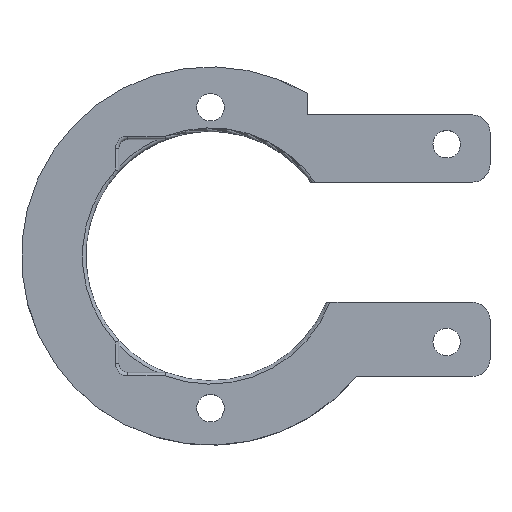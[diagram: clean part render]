
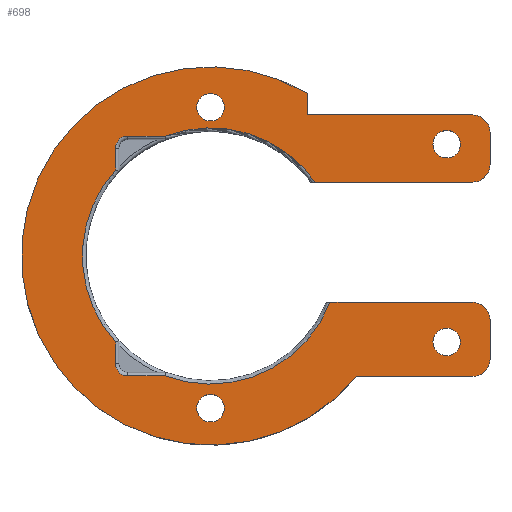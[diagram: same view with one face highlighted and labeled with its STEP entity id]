
A CAD part, top view. The second image highlights one B-rep face of the part: STEP entity #698.
In plain terms, the highlighted planar face has unit normal (0, 0, 1).
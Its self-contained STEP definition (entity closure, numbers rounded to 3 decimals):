
#15=FACE_BOUND('',#217,.T.);
#16=FACE_BOUND('',#218,.T.);
#17=FACE_BOUND('',#219,.T.);
#18=FACE_BOUND('',#220,.T.);
#44=LINE('',#1111,#95);
#45=LINE('',#1120,#96);
#48=LINE('',#1161,#99);
#49=LINE('',#1170,#100);
#59=LINE('',#1218,#110);
#64=LINE('',#1230,#115);
#65=LINE('',#1234,#116);
#66=LINE('',#1238,#117);
#67=LINE('',#1240,#118);
#68=LINE('',#1244,#119);
#69=LINE('',#1248,#120);
#95=VECTOR('',#834,10.);
#96=VECTOR('',#845,10.);
#99=VECTOR('',#858,10.);
#100=VECTOR('',#869,10.);
#110=VECTOR('',#899,1.);
#115=VECTOR('',#910,1.);
#116=VECTOR('',#913,1.);
#117=VECTOR('',#916,1.);
#118=VECTOR('',#917,1.);
#119=VECTOR('',#920,1.);
#120=VECTOR('',#923,1.);
#148=PLANE('',#760);
#177=FACE_OUTER_BOUND('',#216,.T.);
#216=EDGE_LOOP('',(#560,#561,#562,#563,#564,#565,#566,#567,#568,#569,#570,
#571,#572,#573,#574,#575,#576,#577,#578,#579,#580));
#217=EDGE_LOOP('',(#581));
#218=EDGE_LOOP('',(#582));
#219=EDGE_LOOP('',(#583));
#220=EDGE_LOOP('',(#584));
#248=CIRCLE('',#729,14.9);
#252=CIRCLE('',#735,1.4);
#255=CIRCLE('',#740,14.9);
#258=CIRCLE('',#745,1.4);
#261=CIRCLE('',#750,14.9);
#263=CIRCLE('',#761,2.);
#264=CIRCLE('',#762,2.);
#265=CIRCLE('',#763,22.);
#266=CIRCLE('',#764,2.);
#267=CIRCLE('',#765,2.);
#268=CIRCLE('',#766,1.6);
#269=CIRCLE('',#767,1.6);
#270=CIRCLE('',#768,1.6);
#271=CIRCLE('',#769,1.6);
#306=VERTEX_POINT('',#1076);
#307=VERTEX_POINT('',#1077);
#311=VERTEX_POINT('',#1109);
#313=VERTEX_POINT('',#1114);
#314=VERTEX_POINT('',#1119);
#317=VERTEX_POINT('',#1140);
#319=VERTEX_POINT('',#1159);
#321=VERTEX_POINT('',#1164);
#322=VERTEX_POINT('',#1169);
#325=VERTEX_POINT('',#1190);
#326=VERTEX_POINT('',#1217);
#330=VERTEX_POINT('',#1229);
#331=VERTEX_POINT('',#1231);
#332=VERTEX_POINT('',#1233);
#333=VERTEX_POINT('',#1235);
#334=VERTEX_POINT('',#1237);
#335=VERTEX_POINT('',#1239);
#336=VERTEX_POINT('',#1241);
#337=VERTEX_POINT('',#1243);
#338=VERTEX_POINT('',#1245);
#339=VERTEX_POINT('',#1247);
#340=VERTEX_POINT('',#1250);
#341=VERTEX_POINT('',#1252);
#342=VERTEX_POINT('',#1254);
#343=VERTEX_POINT('',#1256);
#374=EDGE_CURVE('',#306,#307,#248,.T.);
#380=EDGE_CURVE('',#311,#306,#44,.T.);
#382=EDGE_CURVE('',#313,#311,#252,.T.);
#384=EDGE_CURVE('',#314,#313,#45,.T.);
#389=EDGE_CURVE('',#317,#314,#255,.T.);
#392=EDGE_CURVE('',#319,#317,#48,.T.);
#394=EDGE_CURVE('',#321,#319,#258,.T.);
#396=EDGE_CURVE('',#322,#321,#49,.T.);
#401=EDGE_CURVE('',#325,#322,#261,.T.);
#410=EDGE_CURVE('',#326,#307,#59,.T.);
#416=EDGE_CURVE('',#330,#325,#64,.T.);
#417=EDGE_CURVE('',#331,#330,#263,.T.);
#418=EDGE_CURVE('',#332,#331,#65,.T.);
#419=EDGE_CURVE('',#333,#332,#264,.T.);
#420=EDGE_CURVE('',#334,#333,#66,.T.);
#421=EDGE_CURVE('',#334,#335,#67,.T.);
#422=EDGE_CURVE('',#335,#336,#265,.T.);
#423=EDGE_CURVE('',#336,#337,#68,.T.);
#424=EDGE_CURVE('',#337,#338,#266,.T.);
#425=EDGE_CURVE('',#338,#339,#69,.T.);
#426=EDGE_CURVE('',#339,#326,#267,.T.);
#427=EDGE_CURVE('',#340,#340,#268,.T.);
#428=EDGE_CURVE('',#341,#341,#269,.T.);
#429=EDGE_CURVE('',#342,#342,#270,.T.);
#430=EDGE_CURVE('',#343,#343,#271,.T.);
#560=ORIENTED_EDGE('',*,*,#401,.F.);
#561=ORIENTED_EDGE('',*,*,#416,.F.);
#562=ORIENTED_EDGE('',*,*,#417,.F.);
#563=ORIENTED_EDGE('',*,*,#418,.F.);
#564=ORIENTED_EDGE('',*,*,#419,.F.);
#565=ORIENTED_EDGE('',*,*,#420,.F.);
#566=ORIENTED_EDGE('',*,*,#421,.T.);
#567=ORIENTED_EDGE('',*,*,#422,.T.);
#568=ORIENTED_EDGE('',*,*,#423,.T.);
#569=ORIENTED_EDGE('',*,*,#424,.T.);
#570=ORIENTED_EDGE('',*,*,#425,.T.);
#571=ORIENTED_EDGE('',*,*,#426,.T.);
#572=ORIENTED_EDGE('',*,*,#410,.T.);
#573=ORIENTED_EDGE('',*,*,#374,.F.);
#574=ORIENTED_EDGE('',*,*,#380,.F.);
#575=ORIENTED_EDGE('',*,*,#382,.F.);
#576=ORIENTED_EDGE('',*,*,#384,.F.);
#577=ORIENTED_EDGE('',*,*,#389,.F.);
#578=ORIENTED_EDGE('',*,*,#392,.F.);
#579=ORIENTED_EDGE('',*,*,#394,.F.);
#580=ORIENTED_EDGE('',*,*,#396,.F.);
#581=ORIENTED_EDGE('',*,*,#427,.F.);
#582=ORIENTED_EDGE('',*,*,#428,.T.);
#583=ORIENTED_EDGE('',*,*,#429,.F.);
#584=ORIENTED_EDGE('',*,*,#430,.T.);
#698=ADVANCED_FACE('',(#177,#15,#16,#17,#18),#148,.T.);
#729=AXIS2_PLACEMENT_3D('',#1078,#825,#826);
#735=AXIS2_PLACEMENT_3D('',#1116,#839,#840);
#740=AXIS2_PLACEMENT_3D('',#1155,#851,#852);
#745=AXIS2_PLACEMENT_3D('',#1166,#863,#864);
#750=AXIS2_PLACEMENT_3D('',#1201,#875,#876);
#760=AXIS2_PLACEMENT_3D('',#1228,#908,#909);
#761=AXIS2_PLACEMENT_3D('',#1232,#911,#912);
#762=AXIS2_PLACEMENT_3D('',#1236,#914,#915);
#763=AXIS2_PLACEMENT_3D('',#1242,#918,#919);
#764=AXIS2_PLACEMENT_3D('',#1246,#921,#922);
#765=AXIS2_PLACEMENT_3D('',#1249,#924,#925);
#766=AXIS2_PLACEMENT_3D('',#1251,#926,#927);
#767=AXIS2_PLACEMENT_3D('',#1253,#928,#929);
#768=AXIS2_PLACEMENT_3D('',#1255,#930,#931);
#769=AXIS2_PLACEMENT_3D('',#1257,#932,#933);
#825=DIRECTION('center_axis',(0.,0.,1.));
#826=DIRECTION('ref_axis',(0.401,-0.916,0.));
#834=DIRECTION('',(1.,0.,0.));
#839=DIRECTION('center_axis',(0.,0.,1.));
#840=DIRECTION('ref_axis',(-0.707,-0.707,0.));
#845=DIRECTION('',(0.,-1.,0.));
#851=DIRECTION('center_axis',(0.,0.,1.));
#852=DIRECTION('ref_axis',(-1.,0.,0.));
#858=DIRECTION('',(0.,-1.,0.));
#863=DIRECTION('center_axis',(0.,0.,1.));
#864=DIRECTION('ref_axis',(-0.707,0.707,0.));
#869=DIRECTION('',(-1.,0.,0.));
#875=DIRECTION('center_axis',(0.,0.,1.));
#876=DIRECTION('ref_axis',(0.282,0.96,0.));
#899=DIRECTION('',(-1.,0.,0.));
#908=DIRECTION('center_axis',(0.,0.,1.));
#909=DIRECTION('ref_axis',(1.,0.,0.));
#910=DIRECTION('',(-1.,0.,0.));
#911=DIRECTION('center_axis',(0.,0.,-1.));
#912=DIRECTION('ref_axis',(0.,-1.,0.));
#913=DIRECTION('',(0.,-1.,0.));
#914=DIRECTION('center_axis',(0.,0.,-1.));
#915=DIRECTION('ref_axis',(0.,-1.,0.));
#916=DIRECTION('',(1.,0.,0.));
#917=DIRECTION('',(0.,1.,0.));
#918=DIRECTION('center_axis',(0.,0.,1.));
#919=DIRECTION('ref_axis',(1.,0.,0.));
#920=DIRECTION('',(1.,0.,0.));
#921=DIRECTION('center_axis',(0.,0.,1.));
#922=DIRECTION('ref_axis',(0.,-1.,0.));
#923=DIRECTION('',(0.,1.,0.));
#924=DIRECTION('center_axis',(0.,0.,1.));
#925=DIRECTION('ref_axis',(0.,-1.,0.));
#926=DIRECTION('center_axis',(0.,0.,1.));
#927=DIRECTION('ref_axis',(1.,0.,0.));
#928=DIRECTION('center_axis',(0.,0.,-1.));
#929=DIRECTION('ref_axis',(1.,0.,0.));
#930=DIRECTION('center_axis',(0.,0.,1.));
#931=DIRECTION('ref_axis',(1.,0.,0.));
#932=DIRECTION('center_axis',(0.,0.,-1.));
#933=DIRECTION('ref_axis',(1.,0.,0.));
#1076=CARTESIAN_POINT('',(-46.348,-19.245,4.8));
#1077=CARTESIAN_POINT('',(-27.213,-10.7,4.8));
#1078=CARTESIAN_POINT('Origin',(-41.1,-5.3,4.8));
#1109=CARTESIAN_POINT('',(-50.75,-19.245,4.8));
#1111=CARTESIAN_POINT('',(-39.368,-19.245,4.8));
#1114=CARTESIAN_POINT('',(-52.15,-17.845,4.8));
#1116=CARTESIAN_POINT('Origin',(-50.75,-17.845,4.8));
#1119=CARTESIAN_POINT('',(-52.15,-15.295,4.8));
#1120=CARTESIAN_POINT('',(-52.15,-11.734,4.8));
#1140=CARTESIAN_POINT('',(-52.15,4.695,4.8));
#1155=CARTESIAN_POINT('Origin',(-41.1,-5.3,4.8));
#1159=CARTESIAN_POINT('',(-52.15,7.245,4.8));
#1161=CARTESIAN_POINT('',(-52.15,-0.042,4.8));
#1164=CARTESIAN_POINT('',(-50.75,8.645,4.8));
#1166=CARTESIAN_POINT('Origin',(-50.75,7.245,4.8));
#1169=CARTESIAN_POINT('',(-46.348,8.645,4.8));
#1170=CARTESIAN_POINT('',(-42.518,8.645,4.8));
#1190=CARTESIAN_POINT('',(-28.932,3.3,4.8));
#1201=CARTESIAN_POINT('Origin',(-41.1,-5.3,4.8));
#1217=CARTESIAN_POINT('',(-10.6,-10.7,4.8));
#1218=CARTESIAN_POINT('',(-8.6,-10.7,4.8));
#1228=CARTESIAN_POINT('Origin',(-33.286,-4.623,4.8));
#1229=CARTESIAN_POINT('',(-10.6,3.3,4.8));
#1230=CARTESIAN_POINT('',(-8.6,3.3,4.8));
#1231=CARTESIAN_POINT('',(-8.6,5.3,4.8));
#1232=CARTESIAN_POINT('Origin',(-10.6,5.3,4.8));
#1233=CARTESIAN_POINT('',(-8.6,9.1,4.8));
#1234=CARTESIAN_POINT('',(-8.6,11.1,4.8));
#1235=CARTESIAN_POINT('',(-10.6,11.1,4.8));
#1236=CARTESIAN_POINT('Origin',(-10.6,9.1,4.8));
#1237=CARTESIAN_POINT('',(-29.84,11.1,4.8));
#1238=CARTESIAN_POINT('',(-26.436,11.1,4.8));
#1239=CARTESIAN_POINT('',(-29.84,13.6,4.8));
#1240=CARTESIAN_POINT('',(-29.84,11.1,4.8));
#1241=CARTESIAN_POINT('',(-24.129,-19.3,4.8));
#1242=CARTESIAN_POINT('Origin',(-41.1,-5.3,4.8));
#1243=CARTESIAN_POINT('',(-10.6,-19.3,4.8));
#1244=CARTESIAN_POINT('',(-24.129,-19.3,4.8));
#1245=CARTESIAN_POINT('',(-8.6,-17.3,4.8));
#1246=CARTESIAN_POINT('Origin',(-10.6,-17.3,4.8));
#1247=CARTESIAN_POINT('',(-8.6,-12.7,4.8));
#1248=CARTESIAN_POINT('',(-8.6,-19.3,4.8));
#1249=CARTESIAN_POINT('Origin',(-10.6,-12.7,4.8));
#1250=CARTESIAN_POINT('',(-15.23,7.7,4.8));
#1251=CARTESIAN_POINT('Origin',(-13.63,7.7,4.8));
#1252=CARTESIAN_POINT('',(-42.7,12.,4.8));
#1253=CARTESIAN_POINT('Origin',(-41.1,12.,4.8));
#1254=CARTESIAN_POINT('',(-15.23,-15.3,4.8));
#1255=CARTESIAN_POINT('Origin',(-13.63,-15.3,4.8));
#1256=CARTESIAN_POINT('',(-42.7,-23.,4.8));
#1257=CARTESIAN_POINT('Origin',(-41.1,-23.,4.8));
